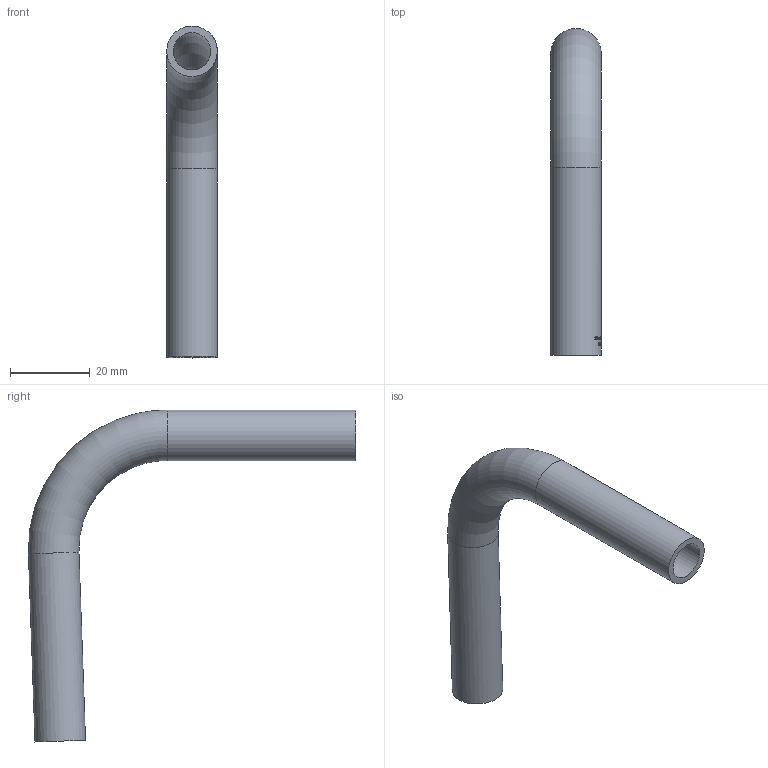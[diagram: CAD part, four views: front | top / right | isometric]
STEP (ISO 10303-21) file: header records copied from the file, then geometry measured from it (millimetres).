
FILE_DESCRIPTION(/* description */ (''),/* implementation_level */ '2;1');
FILE_NAME(/* name */ 'S2S92-.50.stp',/* time_stamp */ '2018-11-27T16:15:09-05:00',/* author */ ('ken'),/* organization */ (''),/* preprocessor_version */ 'ST-DEVELOPER v15.2',/* originating_system */ 'Autodesk Inventor 2014',/* authorisation */ '');
FILE_SCHEMA (('AUTOMOTIVE_DESIGN { 1 0 10303 214 3 1 1 }'));
Length unit declared in the file: inch
Products named in the file (1): S2S92-.50
Bounding box: 12.7 x 82.19 x 83.41 mm (x, y, z)
Volume: 8049.2 mm3; surface area: 9876.3 mm2
Topology: 1 solids, 1 shells, 375 faces, 1016 edges, 676 vertices
Faces by surface type: bspline 217, plane 119, cylinder 37, torus 2
Full cylindrical faces by diameter (mm): 9.398 x2, 12.7 x2
Entity records: 15629 total; most frequent: CARTESIAN_POINT 7508, ORIENTED_EDGE 2020, DIRECTION 1028, EDGE_CURVE 1010, VERTEX_POINT 676, LINE 442, VECTOR 442, B_SPLINE_CURVE_WITH_KNOTS 434
